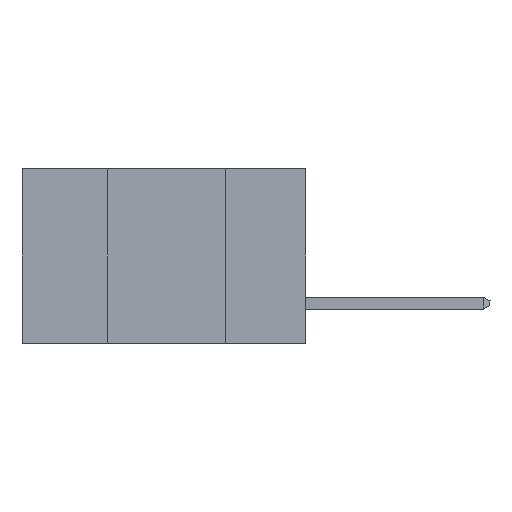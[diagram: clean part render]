
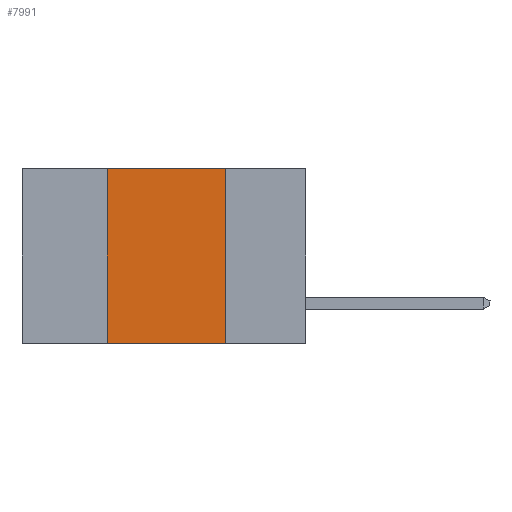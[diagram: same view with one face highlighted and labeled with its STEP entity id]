
A CAD part, left-side view. The second image highlights one B-rep face of the part: STEP entity #7991.
In plain terms, the highlighted planar face has unit normal (-1, 0, 0).
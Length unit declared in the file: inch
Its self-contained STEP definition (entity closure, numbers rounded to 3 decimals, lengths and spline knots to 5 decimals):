
#1054 = CARTESIAN_POINT ( 'NONE',  ( 0., 0.6, 0. ) ) ;
#1831 = DIRECTION ( 'NONE',  ( 0., -1., 0. ) ) ;
#2600 = VECTOR ( 'NONE', #11515, 39.37008 ) ;
#3043 = CARTESIAN_POINT ( 'NONE',  ( 0., 0.17, -0.37 ) ) ;
#3099 = LINE ( 'NONE', #13539, #12475 ) ;
#3237 = DIRECTION ( 'NONE',  ( 0., 0., -1. ) ) ;
#3302 = VECTOR ( 'NONE', #3237, 39.37008 ) ;
#3493 = PLANE ( 'NONE',  #6842 ) ;
#3636 = ORIENTED_EDGE ( 'NONE', *, *, #11735, .F. ) ;
#4521 = FACE_OUTER_BOUND ( 'NONE', #10594, .T. ) ;
#6093 = LINE ( 'NONE', #1054, #8521 ) ;
#6270 = CARTESIAN_POINT ( 'NONE',  ( 0., 0.42, 0. ) ) ;
#6842 = AXIS2_PLACEMENT_3D ( 'NONE', #10095, #15224, #8736 ) ;
#7565 = EDGE_CURVE ( 'NONE', #7615, #16440, #6093, .T. ) ;
#7615 = VERTEX_POINT ( 'NONE', #6270 ) ;
#7991 = ADVANCED_FACE ( 'NONE', ( #4521 ), #3493, .F. ) ;
#8040 = EDGE_CURVE ( 'NONE', #16440, #9652, #11034, .T. ) ;
#8521 = VECTOR ( 'NONE', #16641, 39.37008 ) ;
#8736 = DIRECTION ( 'NONE',  ( 0., 0., -1. ) ) ;
#9652 = VERTEX_POINT ( 'NONE', #3043 ) ;
#9947 = ORIENTED_EDGE ( 'NONE', *, *, #8040, .F. ) ;
#10034 = ORIENTED_EDGE ( 'NONE', *, *, #7565, .F. ) ;
#10095 = CARTESIAN_POINT ( 'NONE',  ( 0., 0.6, 0. ) ) ;
#10594 = EDGE_LOOP ( 'NONE', ( #9947, #10034, #3636, #13763 ) ) ;
#11034 = LINE ( 'NONE', #11292, #3302 ) ;
#11292 = CARTESIAN_POINT ( 'NONE',  ( 0., 0.17, -0.37 ) ) ;
#11515 = DIRECTION ( 'NONE',  ( 0., 0., 1. ) ) ;
#11734 = CARTESIAN_POINT ( 'NONE',  ( 0., 0.17, 0. ) ) ;
#11735 = EDGE_CURVE ( 'NONE', #15577, #7615, #15536, .T. ) ;
#11837 = CARTESIAN_POINT ( 'NONE',  ( 0., 0.42, -0.37 ) ) ;
#12475 = VECTOR ( 'NONE', #1831, 39.37008 ) ;
#13539 = CARTESIAN_POINT ( 'NONE',  ( 0., 0.6, -0.37 ) ) ;
#13763 = ORIENTED_EDGE ( 'NONE', *, *, #14663, .T. ) ;
#14663 = EDGE_CURVE ( 'NONE', #15577, #9652, #3099, .T. ) ;
#15224 = DIRECTION ( 'NONE',  ( 1., 0., 0. ) ) ;
#15536 = LINE ( 'NONE', #11837, #2600 ) ;
#15577 = VERTEX_POINT ( 'NONE', #16254 ) ;
#16254 = CARTESIAN_POINT ( 'NONE',  ( 0., 0.42, -0.37 ) ) ;
#16440 = VERTEX_POINT ( 'NONE', #11734 ) ;
#16641 = DIRECTION ( 'NONE',  ( 0., -1., 0. ) ) ;
